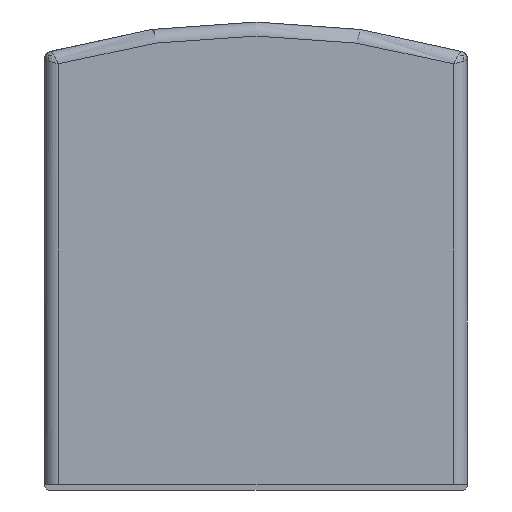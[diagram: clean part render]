
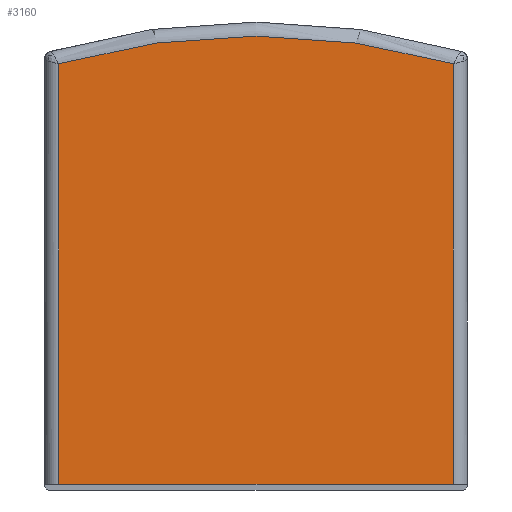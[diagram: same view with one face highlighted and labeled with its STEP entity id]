
A CAD part, left-side view. The second image highlights one B-rep face of the part: STEP entity #3160.
In plain terms, the highlighted face is planar.
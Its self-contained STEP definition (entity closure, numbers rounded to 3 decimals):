
#2760=CARTESIAN_POINT('',(25.037,45.754,-448.5));
#2770=DIRECTION('',(0.,0.,-1.));
#2780=DIRECTION('',(1.,0.,0.));
#2790=AXIS2_PLACEMENT_3D('',#2760,#2770,#2780);
#2800=PLANE('',#2790);
#2810=CARTESIAN_POINT('',(73.443,49.814,-448.5));
#2820=DIRECTION('',(0.,0.,-1.));
#2830=DIRECTION('',(1.,0.,0.));
#2840=AXIS2_PLACEMENT_3D('',#2810,#2820,#2830);
#2850=CIRCLE('',#2840,51.);
#2860=CARTESIAN_POINT('',(24.402,35.814,-448.5));
#2870=VERTEX_POINT('',#2860);
#2880=CARTESIAN_POINT('',(24.402,63.814,-448.5));
#2890=VERTEX_POINT('',#2880);
#2900=EDGE_CURVE('',#2870,#2890,#2850,.T.);
#2910=ORIENTED_EDGE('',*,*,#2900,.T.);
#2920=CARTESIAN_POINT('',(25.237,35.814,-448.5));
#2930=DIRECTION('',(-1.,0.,0.));
#2940=VECTOR('',#2930,1.);
#2950=LINE('',#2920,#2940);
#2960=CARTESIAN_POINT('',(54.243,35.814,-448.5));
#2970=VERTEX_POINT('',#2960);
#2980=EDGE_CURVE('',#2970,#2870,#2950,.T.);
#2990=ORIENTED_EDGE('',*,*,#2980,.T.);
#3000=CARTESIAN_POINT('',(54.243,45.754,-448.5));
#3010=DIRECTION('',(0.,-1.,0.));
#3020=VECTOR('',#3010,1.);
#3030=LINE('',#3000,#3020);
#3040=CARTESIAN_POINT('',(54.243,63.814,-448.5));
#3050=VERTEX_POINT('',#3040);
#3060=EDGE_CURVE('',#3050,#2970,#3030,.T.);
#3070=ORIENTED_EDGE('',*,*,#3060,.T.);
#3080=CARTESIAN_POINT('',(25.237,63.814,-448.5));
#3090=DIRECTION('',(1.,0.,0.));
#3100=VECTOR('',#3090,1.);
#3110=LINE('',#3080,#3100);
#3120=EDGE_CURVE('',#2890,#3050,#3110,.T.);
#3130=ORIENTED_EDGE('',*,*,#3120,.T.);
#3140=EDGE_LOOP('',(#3130,#3070,#2990,#2910));
#3150=FACE_OUTER_BOUND('',#3140,.T.);
#3160=ADVANCED_FACE('',(#3150),#2800,.T.);
